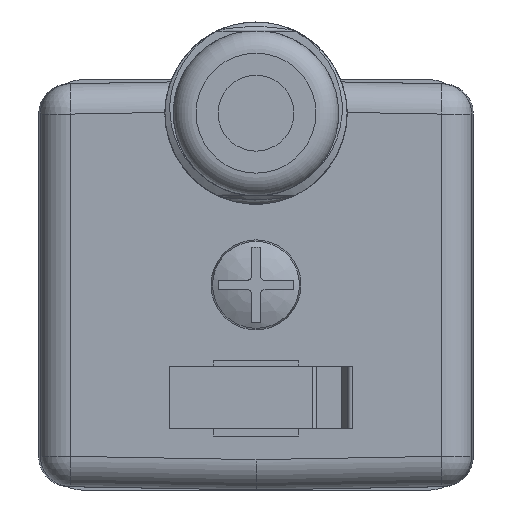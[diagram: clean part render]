
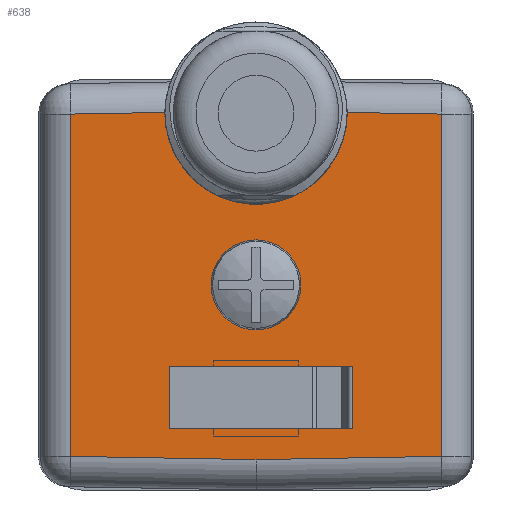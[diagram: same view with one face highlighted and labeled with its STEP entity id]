
A CAD part, left-side view. The second image highlights one B-rep face of the part: STEP entity #638.
In plain terms, the highlighted planar face has unit normal (-1, 0, 0).
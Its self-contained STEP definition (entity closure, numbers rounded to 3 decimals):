
#96=PLANE('',#5869);
#638=ADVANCED_FACE('',(#1005,#1006,#1007),#96,.T.);
#1005=FACE_BOUND('',#1122,.T.);
#1006=FACE_BOUND('',#1123,.T.);
#1007=FACE_BOUND('',#1124,.T.);
#1122=EDGE_LOOP('',(#2055));
#1123=EDGE_LOOP('',(#2056,#2057,#2058,#2059,#2060,#2061,#2062));
#1124=EDGE_LOOP('',(#2063,#2064,#2065,#2066));
#1416=CIRCLE('',#5830,6.);
#1420=CIRCLE('',#5868,2.961);
#2055=ORIENTED_EDGE('',*,*,#4242,.T.);
#2056=ORIENTED_EDGE('',*,*,#4054,.F.);
#2057=ORIENTED_EDGE('',*,*,#4243,.T.);
#2058=ORIENTED_EDGE('',*,*,#4244,.T.);
#2059=ORIENTED_EDGE('',*,*,#4245,.T.);
#2060=ORIENTED_EDGE('',*,*,#4246,.T.);
#2061=ORIENTED_EDGE('',*,*,#4247,.T.);
#2062=ORIENTED_EDGE('',*,*,#4248,.T.);
#2063=ORIENTED_EDGE('',*,*,#4249,.F.);
#2064=ORIENTED_EDGE('',*,*,#4250,.F.);
#2065=ORIENTED_EDGE('',*,*,#4251,.F.);
#2066=ORIENTED_EDGE('',*,*,#4252,.F.);
#3495=VERTEX_POINT('',#7533);
#3496=VERTEX_POINT('',#7534);
#3623=VERTEX_POINT('',#19650);
#3624=VERTEX_POINT('',#19652);
#3625=VERTEX_POINT('',#19654);
#3626=VERTEX_POINT('',#19656);
#3627=VERTEX_POINT('',#19658);
#3628=VERTEX_POINT('',#19660);
#3629=VERTEX_POINT('',#19663);
#3630=VERTEX_POINT('',#19664);
#3631=VERTEX_POINT('',#19666);
#3632=VERTEX_POINT('',#19668);
#4054=EDGE_CURVE('',#3495,#3496,#1416,.T.);
#4242=EDGE_CURVE('',#3623,#3623,#1420,.T.);
#4243=EDGE_CURVE('',#3495,#3624,#4949,.T.);
#4244=EDGE_CURVE('',#3624,#3625,#4950,.T.);
#4245=EDGE_CURVE('',#3625,#3626,#4951,.T.);
#4246=EDGE_CURVE('',#3626,#3627,#4952,.T.);
#4247=EDGE_CURVE('',#3627,#3628,#4953,.T.);
#4248=EDGE_CURVE('',#3628,#3496,#4954,.T.);
#4249=EDGE_CURVE('',#3629,#3630,#4955,.T.);
#4250=EDGE_CURVE('',#3631,#3629,#4956,.T.);
#4251=EDGE_CURVE('',#3632,#3631,#4957,.T.);
#4252=EDGE_CURVE('',#3630,#3632,#4958,.T.);
#4949=LINE('',#19651,#5407);
#4950=LINE('',#19653,#5408);
#4951=LINE('',#19655,#5409);
#4952=LINE('',#19657,#5410);
#4953=LINE('',#19659,#5411);
#4954=LINE('',#19661,#5412);
#4955=LINE('',#19662,#5413);
#4956=LINE('',#19665,#5414);
#4957=LINE('',#19667,#5415);
#4958=LINE('',#19669,#5416);
#5407=VECTOR('',#6369,1.);
#5408=VECTOR('',#6370,1.);
#5409=VECTOR('',#6371,1.);
#5410=VECTOR('',#6372,1.);
#5411=VECTOR('',#6373,1.);
#5412=VECTOR('',#6374,1.);
#5413=VECTOR('',#6375,1.);
#5414=VECTOR('',#6376,1.);
#5415=VECTOR('',#6377,1.);
#5416=VECTOR('',#6378,1.);
#5830=AXIS2_PLACEMENT_3D('',#7535,#6230,#6231);
#5868=AXIS2_PLACEMENT_3D('',#19649,#6367,#6368);
#5869=AXIS2_PLACEMENT_3D('',#19670,#6379,#6380);
#6230=DIRECTION('',(-1.,0.,0.));
#6231=DIRECTION('',(0.,-1.,0.017));
#6367=DIRECTION('',(1.,0.,0.));
#6368=DIRECTION('',(0.,0.,1.));
#6369=DIRECTION('',(0.,1.,-0.017));
#6370=DIRECTION('',(0.,0.,-1.));
#6371=DIRECTION('',(0.,-1.,-0.017));
#6372=DIRECTION('',(0.,-1.,0.017));
#6373=DIRECTION('',(0.,0.,1.));
#6374=DIRECTION('',(0.,1.,0.017));
#6375=DIRECTION('',(0.,0.,1.));
#6376=DIRECTION('',(0.,-1.,0.));
#6377=DIRECTION('',(0.,0.,-1.));
#6378=DIRECTION('',(0.,1.,0.));
#6379=DIRECTION('',(-1.,0.,0.));
#6380=DIRECTION('',(0.,0.,1.));
#7533=CARTESIAN_POINT('',(1.,12.7,21.348));
#7534=CARTESIAN_POINT('',(1.,0.7,21.348));
#7535=CARTESIAN_POINT('',(1.,6.7,21.3));
#19649=CARTESIAN_POINT('',(1.,6.7,10.));
#19650=CARTESIAN_POINT('',(1.,6.7,12.961));
#19651=CARTESIAN_POINT('',(1.,-7.777,21.705));
#19652=CARTESIAN_POINT('',(1.,18.888,21.24));
#19653=CARTESIAN_POINT('',(1.,18.888,-3.253));
#19654=CARTESIAN_POINT('',(1.,18.888,-1.287));
#19655=CARTESIAN_POINT('',(1.,-7.314,-1.744));
#19656=CARTESIAN_POINT('',(1.,6.7,-1.499));
#19657=CARTESIAN_POINT('',(1.,-8.177,-1.24));
#19658=CARTESIAN_POINT('',(1.,-5.488,-1.287));
#19659=CARTESIAN_POINT('',(1.,-5.488,23.25));
#19660=CARTESIAN_POINT('',(1.,-5.488,21.24));
#19661=CARTESIAN_POINT('',(1.,1.098,21.355));
#19662=CARTESIAN_POINT('',(1.,0.38,23.25));
#19663=CARTESIAN_POINT('',(1.,0.38,0.55));
#19664=CARTESIAN_POINT('',(1.,0.38,4.65));
#19665=CARTESIAN_POINT('',(1.,-7.75,0.55));
#19666=CARTESIAN_POINT('',(1.,12.4,0.55));
#19667=CARTESIAN_POINT('',(1.,12.4,23.25));
#19668=CARTESIAN_POINT('',(1.,12.4,4.65));
#19669=CARTESIAN_POINT('',(1.,-7.75,4.65));
#19670=CARTESIAN_POINT('',(1.,-7.75,23.25));
